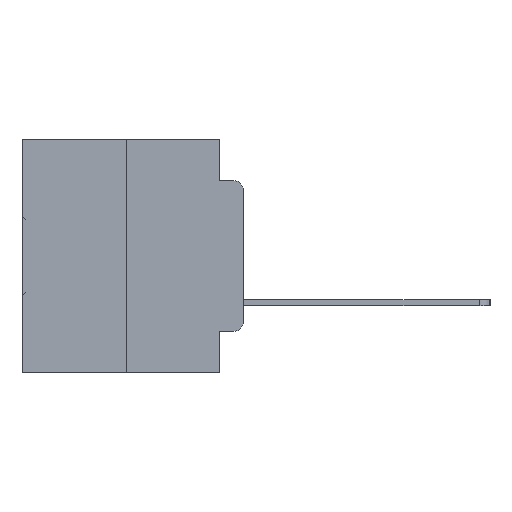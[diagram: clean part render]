
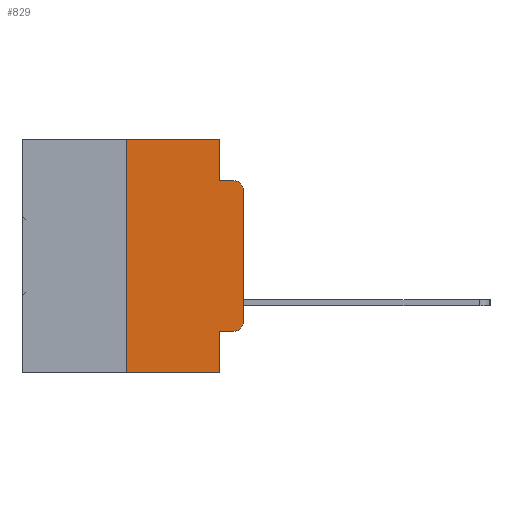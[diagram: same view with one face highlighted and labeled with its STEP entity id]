
A CAD part, left-side view. The second image highlights one B-rep face of the part: STEP entity #829.
In plain terms, the highlighted planar face has unit normal (-1, 0, 0).
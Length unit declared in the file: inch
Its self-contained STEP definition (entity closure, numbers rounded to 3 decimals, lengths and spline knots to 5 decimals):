
#51 = EDGE_CURVE ( 'NONE', #6384, #5807, #3949, .T. ) ;
#295 = DIRECTION ( 'NONE',  ( -1., 0., 0. ) ) ;
#829 = ADVANCED_FACE ( 'NONE', ( #6308 ), #3610, .F. ) ;
#881 = ORIENTED_EDGE ( 'NONE', *, *, #15742, .T. ) ;
#968 = DIRECTION ( 'NONE',  ( 0., -1., 0. ) ) ;
#1026 = DIRECTION ( 'NONE',  ( 0., 0., -1. ) ) ;
#1094 = CARTESIAN_POINT ( 'NONE',  ( 0., 0.051, 0. ) ) ;
#1827 = VECTOR ( 'NONE', #27764, 39.37008 ) ;
#1839 = EDGE_CURVE ( 'NONE', #31645, #6384, #23778, .T. ) ;
#2316 = EDGE_CURVE ( 'NONE', #6220, #30128, #28075, .T. ) ;
#3020 = LINE ( 'NONE', #16932, #10684 ) ;
#3345 = ORIENTED_EDGE ( 'NONE', *, *, #12281, .F. ) ;
#3610 = PLANE ( 'NONE',  #8940 ) ;
#3666 = CARTESIAN_POINT ( 'NONE',  ( 0., 0.473, 0. ) ) ;
#3799 = VERTEX_POINT ( 'NONE', #12512 ) ;
#3949 = CIRCLE ( 'NONE', #19501, 0.02 ) ;
#4063 = DIRECTION ( 'NONE',  ( 0., -1., 0. ) ) ;
#4323 = DIRECTION ( 'NONE',  ( 0., 0., -1. ) ) ;
#4831 = ORIENTED_EDGE ( 'NONE', *, *, #8836, .F. ) ;
#5401 = EDGE_CURVE ( 'NONE', #31645, #30128, #3020, .T. ) ;
#5536 = VERTEX_POINT ( 'NONE', #7231 ) ;
#5807 = VERTEX_POINT ( 'NONE', #18604 ) ;
#5848 = VERTEX_POINT ( 'NONE', #11029 ) ;
#6220 = VERTEX_POINT ( 'NONE', #7519 ) ;
#6308 = FACE_OUTER_BOUND ( 'NONE', #9957, .T. ) ;
#6384 = VERTEX_POINT ( 'NONE', #17906 ) ;
#6982 = DIRECTION ( 'NONE',  ( 0., 0., -1. ) ) ;
#7231 = CARTESIAN_POINT ( 'NONE',  ( 0., 0.02, -0.0885 ) ) ;
#7519 = CARTESIAN_POINT ( 'NONE',  ( 0., 0.25, -0.5 ) ) ;
#7716 = CARTESIAN_POINT ( 'NONE',  ( 0., 0.25, 0. ) ) ;
#8458 = EDGE_CURVE ( 'NONE', #3799, #8516, #29808, .T. ) ;
#8516 = VERTEX_POINT ( 'NONE', #1094 ) ;
#8768 = LINE ( 'NONE', #12495, #1827 ) ;
#8836 = EDGE_CURVE ( 'NONE', #6220, #3799, #13493, .T. ) ;
#8940 = AXIS2_PLACEMENT_3D ( 'NONE', #14000, #16586, #1026 ) ;
#9464 = VECTOR ( 'NONE', #968, 39.37008 ) ;
#9957 = EDGE_LOOP ( 'NONE', ( #11867, #881, #20736, #3345, #24468, #4831, #23926, #21903, #14688, #14268 ) ) ;
#10684 = VECTOR ( 'NONE', #27030, 39.37008 ) ;
#11029 = CARTESIAN_POINT ( 'NONE',  ( 0., 0., -0.1085 ) ) ;
#11867 = ORIENTED_EDGE ( 'NONE', *, *, #20907, .T. ) ;
#12281 = EDGE_CURVE ( 'NONE', #8516, #16155, #28813, .T. ) ;
#12495 = CARTESIAN_POINT ( 'NONE',  ( 0., 0., 0. ) ) ;
#12512 = CARTESIAN_POINT ( 'NONE',  ( 0., 0.25, 0. ) ) ;
#12670 = VECTOR ( 'NONE', #25609, 39.37008 ) ;
#12891 = CIRCLE ( 'NONE', #22624, 0.02 ) ;
#13493 = LINE ( 'NONE', #7716, #12670 ) ;
#14000 = CARTESIAN_POINT ( 'NONE',  ( 0., 0.473, 0. ) ) ;
#14024 = EDGE_CURVE ( 'NONE', #16155, #5536, #19072, .T. ) ;
#14268 = ORIENTED_EDGE ( 'NONE', *, *, #51, .T. ) ;
#14331 = CARTESIAN_POINT ( 'NONE',  ( 0., 0.051, -0.0885 ) ) ;
#14688 = ORIENTED_EDGE ( 'NONE', *, *, #1839, .T. ) ;
#15276 = VECTOR ( 'NONE', #6982, 39.37008 ) ;
#15742 = EDGE_CURVE ( 'NONE', #5848, #5536, #12891, .T. ) ;
#15863 = CARTESIAN_POINT ( 'NONE',  ( 0., 0.02, -0.1085 ) ) ;
#16155 = VERTEX_POINT ( 'NONE', #18097 ) ;
#16586 = DIRECTION ( 'NONE',  ( 1., 0., 0. ) ) ;
#16932 = CARTESIAN_POINT ( 'NONE',  ( 0., 0.051, 0. ) ) ;
#17010 = VECTOR ( 'NONE', #25861, 39.37008 ) ;
#17512 = CARTESIAN_POINT ( 'NONE',  ( 0., 0.473, -0.5 ) ) ;
#17617 = DIRECTION ( 'NONE',  ( 0., -1., 0. ) ) ;
#17906 = CARTESIAN_POINT ( 'NONE',  ( 0., 0.02, -0.4115 ) ) ;
#18097 = CARTESIAN_POINT ( 'NONE',  ( 0., 0.051, -0.0885 ) ) ;
#18337 = CARTESIAN_POINT ( 'NONE',  ( 0., 0.051, -0.4115 ) ) ;
#18452 = DIRECTION ( 'NONE',  ( 0., 0., -1. ) ) ;
#18604 = CARTESIAN_POINT ( 'NONE',  ( 0., 0., -0.3915 ) ) ;
#19063 = CARTESIAN_POINT ( 'NONE',  ( 0., 0.02, -0.3915 ) ) ;
#19072 = LINE ( 'NONE', #14331, #26594 ) ;
#19501 = AXIS2_PLACEMENT_3D ( 'NONE', #19063, #20558, #4323 ) ;
#20558 = DIRECTION ( 'NONE',  ( -1., 0., 0. ) ) ;
#20736 = ORIENTED_EDGE ( 'NONE', *, *, #14024, .F. ) ;
#20907 = EDGE_CURVE ( 'NONE', #5807, #5848, #8768, .T. ) ;
#21366 = VECTOR ( 'NONE', #17617, 39.37008 ) ;
#21903 = ORIENTED_EDGE ( 'NONE', *, *, #5401, .F. ) ;
#22357 = CARTESIAN_POINT ( 'NONE',  ( 0., 0.051, 0. ) ) ;
#22624 = AXIS2_PLACEMENT_3D ( 'NONE', #15863, #295, #18452 ) ;
#23778 = LINE ( 'NONE', #18337, #17010 ) ;
#23926 = ORIENTED_EDGE ( 'NONE', *, *, #2316, .T. ) ;
#24468 = ORIENTED_EDGE ( 'NONE', *, *, #8458, .F. ) ;
#25609 = DIRECTION ( 'NONE',  ( 0., 0., 1. ) ) ;
#25861 = DIRECTION ( 'NONE',  ( 0., -1., 0. ) ) ;
#26594 = VECTOR ( 'NONE', #4063, 39.37008 ) ;
#27030 = DIRECTION ( 'NONE',  ( 0., 0., -1. ) ) ;
#27764 = DIRECTION ( 'NONE',  ( 0., 0., 1. ) ) ;
#28075 = LINE ( 'NONE', #17512, #21366 ) ;
#28285 = CARTESIAN_POINT ( 'NONE',  ( 0., 0.051, -0.4115 ) ) ;
#28813 = LINE ( 'NONE', #22357, #15276 ) ;
#29808 = LINE ( 'NONE', #3666, #9464 ) ;
#30128 = VERTEX_POINT ( 'NONE', #31569 ) ;
#31569 = CARTESIAN_POINT ( 'NONE',  ( 0., 0.051, -0.5 ) ) ;
#31645 = VERTEX_POINT ( 'NONE', #28285 ) ;
